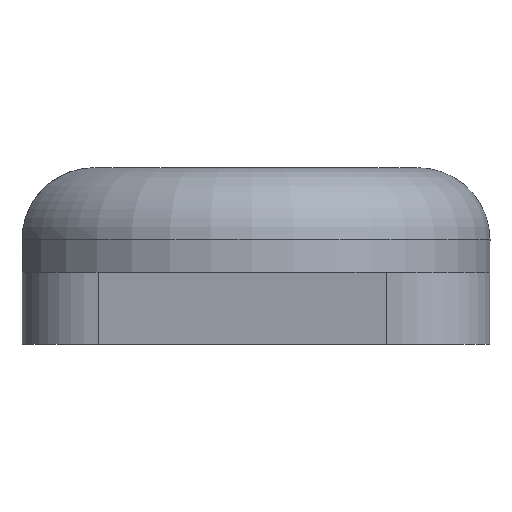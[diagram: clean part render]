
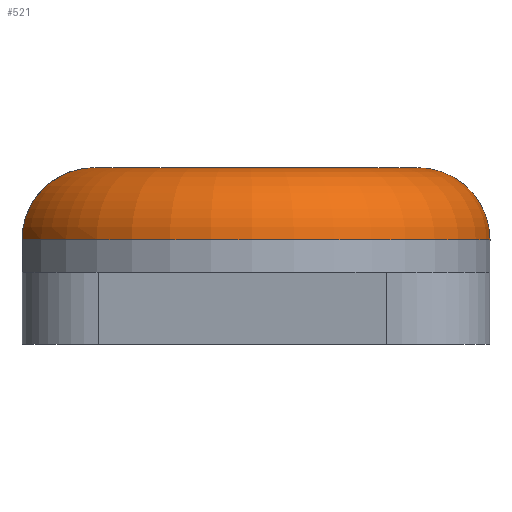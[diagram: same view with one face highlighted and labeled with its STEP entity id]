
A CAD part, front view. The second image highlights one B-rep face of the part: STEP entity #521.
In plain terms, the highlighted toroidal (fillet/blend) face has major radius 9.5 mm and minor radius 4 mm.
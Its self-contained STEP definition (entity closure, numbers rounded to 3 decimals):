
#61 = CARTESIAN_POINT ( 'NONE',  ( -4.87, 11.927, 6.846 ) ) ;
#63 = CARTESIAN_POINT ( 'NONE',  ( 7.5, 17., 9.8 ) ) ;
#79 = DIRECTION ( 'NONE',  ( 0., 0., -1. ) ) ;
#83 = DIRECTION ( 'NONE',  ( 1., 0., 0. ) ) ;
#135 = CARTESIAN_POINT ( 'NONE',  ( -2.755, 12.362, 9.404 ) ) ;
#148 = VERTEX_POINT ( 'NONE', #479 ) ;
#154 = CARTESIAN_POINT ( 'NONE',  ( -4.462, 12.007, 7.82 ) ) ;
#166 = VERTEX_POINT ( 'NONE', #654 ) ;
#188 = CIRCLE ( 'NONE', #781, 4. ) ;
#200 = DIRECTION ( 'NONE',  ( 1., 0., 0. ) ) ;
#202 = EDGE_CURVE ( 'NONE', #927, #487, #334, .T. ) ;
#257 = ORIENTED_EDGE ( 'NONE', *, *, #202, .F. ) ;
#327 = CARTESIAN_POINT ( 'NONE',  ( 17., 17., 5.8 ) ) ;
#332 = CIRCLE ( 'NONE', #963, 9.5 ) ;
#334 = CIRCLE ( 'NONE', #470, 13.5 ) ;
#345 = CARTESIAN_POINT ( 'NONE',  ( 21., 17., 5.8 ) ) ;
#373 = CARTESIAN_POINT ( 'NONE',  ( -1.516, 12.636, 9.8 ) ) ;
#384 = EDGE_CURVE ( 'NONE', #166, #148, #332, .T. ) ;
#435 = ORIENTED_EDGE ( 'NONE', *, *, #874, .T. ) ;
#443 = CARTESIAN_POINT ( 'NONE',  ( -2.986, 12.312, 9.282 ) ) ;
#461 = CARTESIAN_POINT ( 'NONE',  ( -4.973, 11.906, 6.33 ) ) ;
#467 = DIRECTION ( 'NONE',  ( 0., 0., 1. ) ) ;
#470 = AXIS2_PLACEMENT_3D ( 'NONE', #582, #505, #200 ) ;
#479 = CARTESIAN_POINT ( 'NONE',  ( 17., 17., 9.8 ) ) ;
#487 = VERTEX_POINT ( 'NONE', #633 ) ;
#505 = DIRECTION ( 'NONE',  ( 0., 0., -1. ) ) ;
#521 = ADVANCED_FACE ( 'NONE', ( #613 ), #546, .T. ) ;
#537 = CARTESIAN_POINT ( 'NONE',  ( -1., 12.757, 9.8 ) ) ;
#546 = TOROIDAL_SURFACE ( 'NONE', #590, 9.5, 4. ) ;
#563 = ORIENTED_EDGE ( 'NONE', *, *, #384, .F. ) ;
#575 = CARTESIAN_POINT ( 'NONE',  ( -5., 11.901, 5.8 ) ) ;
#582 = CARTESIAN_POINT ( 'NONE',  ( 7.5, 17., 5.8 ) ) ;
#590 = AXIS2_PLACEMENT_3D ( 'NONE', #617, #467, #785 ) ;
#613 = FACE_OUTER_BOUND ( 'NONE', #836, .T. ) ;
#617 = CARTESIAN_POINT ( 'NONE',  ( 7.5, 17., 5.8 ) ) ;
#633 = CARTESIAN_POINT ( 'NONE',  ( -5., 11.901, 5.8 ) ) ;
#654 = CARTESIAN_POINT ( 'NONE',  ( -1., 12.757, 9.8 ) ) ;
#688 = ORIENTED_EDGE ( 'NONE', *, *, #834, .T. ) ;
#765 = CARTESIAN_POINT ( 'NONE',  ( -3.626, 12.178, 8.828 ) ) ;
#770 = CARTESIAN_POINT ( 'NONE',  ( -4.791, 11.942, 7.103 ) ) ;
#776 = CARTESIAN_POINT ( 'NONE',  ( -5., 11.901, 6.067 ) ) ;
#781 = AXIS2_PLACEMENT_3D ( 'NONE', #327, #958, #79 ) ;
#785 = DIRECTION ( 'NONE',  ( 1., 0., 0. ) ) ;
#834 = EDGE_CURVE ( 'NONE', #166, #487, #905, .T. ) ;
#836 = EDGE_LOOP ( 'NONE', ( #257, #435, #563, #688 ) ) ;
#841 = CARTESIAN_POINT ( 'NONE',  ( -2.038, 12.518, 9.697 ) ) ;
#861 = CARTESIAN_POINT ( 'NONE',  ( -4.168, 12.067, 8.256 ) ) ;
#874 = EDGE_CURVE ( 'NONE', #927, #148, #188, .T. ) ;
#905 = B_SPLINE_CURVE_WITH_KNOTS ( 'NONE', 3,
 ( #537, #373, #841, #135, #443, #1008, #765, #1013, #861, #154, #926, #770, #61, #461, #776, #575 ),
 .UNSPECIFIED., .F., .F.,
 ( 4, 2, 2, 2, 2, 2, 2, 4 ),
 ( 0., 0.002, 0.002, 0.003, 0.004, 0.005, 0.006, 0.006 ),
 .UNSPECIFIED. ) ;
#926 = CARTESIAN_POINT ( 'NONE',  ( -4.587, 11.983, 7.59 ) ) ;
#927 = VERTEX_POINT ( 'NONE', #345 ) ;
#943 = DIRECTION ( 'NONE',  ( 0., 0., 1. ) ) ;
#958 = DIRECTION ( 'NONE',  ( 0., -1., 0. ) ) ;
#963 = AXIS2_PLACEMENT_3D ( 'NONE', #63, #943, #83 ) ;
#1008 = CARTESIAN_POINT ( 'NONE',  ( -3.424, 12.22, 8.993 ) ) ;
#1013 = CARTESIAN_POINT ( 'NONE',  ( -3.997, 12.101, 8.462 ) ) ;
